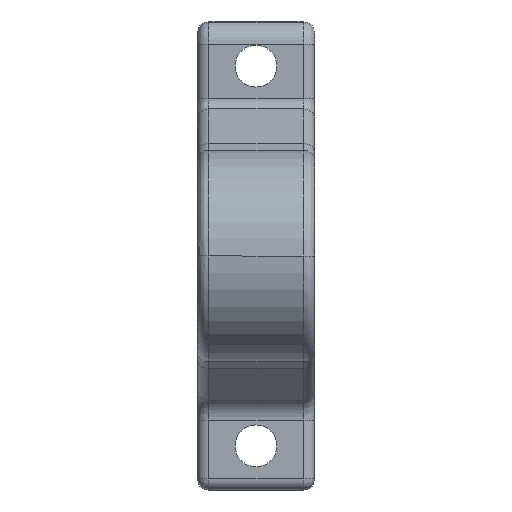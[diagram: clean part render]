
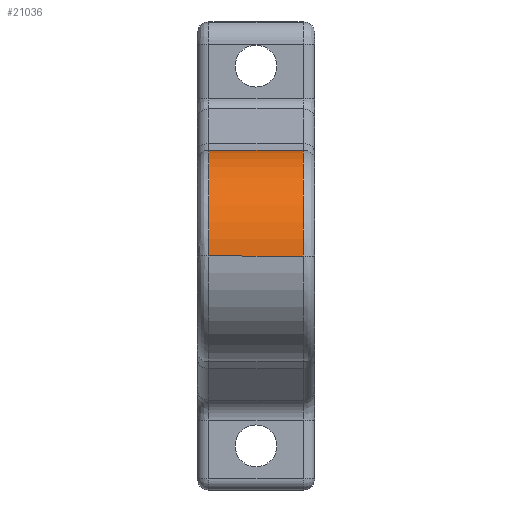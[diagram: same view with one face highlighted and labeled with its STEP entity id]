
A CAD part, front view. The second image highlights one B-rep face of the part: STEP entity #21036.
In plain terms, the highlighted cylindrical face has radius 19 mm (diameter 38 mm), a partial arc.
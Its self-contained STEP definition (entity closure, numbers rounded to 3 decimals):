
#7871=CARTESIAN_POINT(' ',(8.5,-139.847,17.39));
#7872=VERTEX_POINT(' ',#7871);
#8176=CARTESIAN_POINT(' ',(8.5,-166.501,0.));
#8177=VERTEX_POINT(' ',#8176);
#8201=CARTESIAN_POINT(' ',(8.5,-147.5,-0.002));
#8206=DIRECTION(' ',(1.,0.,0.));
#8211=DIRECTION(' ',(0.,0.403,0.915));
#8216=AXIS2_PLACEMENT_3D(' ',#8201,#8206,#8211);
#8221=CIRCLE('',#8216,19.001);
#8226=EDGE_CURVE(' ',#7872,#8177,#8221,.T.);
#13616=CARTESIAN_POINT(' ',(-8.5,-166.501,0.));
#13617=VERTEX_POINT(' ',#13616);
#13906=CARTESIAN_POINT(' ',(-8.5,-147.5,-0.002));
#13911=DIRECTION(' ',(1.,0.,0.));
#13916=DIRECTION(' ',(0.,0.403,0.915));
#13921=AXIS2_PLACEMENT_3D(' ',#13906,#13911,#13916);
#13926=CIRCLE('',#13921,19.001);
#13931=CARTESIAN_POINT(' ',(-8.5,-139.847,17.39));
#13932=VERTEX_POINT(' ',#13931);
#13936=EDGE_CURVE(' ',#13932,#13617,#13926,.T.);
#20846=CARTESIAN_POINT(' ',(-8.5,-139.847,17.39));
#20851=DIRECTION(' ',(1.,0.,0.));
#20856=VECTOR(' ',#20851,1.);
#20861=LINE('',#20846,#20856);
#20866=EDGE_CURVE(' ',#13932,#7872,#20861,.T.);
#20956=CARTESIAN_POINT(' ',(0.,-147.501,0.));
#20961=DIRECTION(' ',(1.,0.,0.));
#20966=DIRECTION(' ',(0.,0.403,0.915));
#20971=AXIS2_PLACEMENT_3D(' ',#20956,#20961,#20966);
#20976=CYLINDRICAL_SURFACE(' ',#20971,19.);
#20981=CARTESIAN_POINT(' ',(8.5,-166.501,0.));
#20986=DIRECTION(' ',(-1.,0.,0.));
#20991=VECTOR(' ',#20986,1.);
#20996=LINE('',#20981,#20991);
#21001=EDGE_CURVE(' ',#8177,#13617,#20996,.T.);
#21006=ORIENTED_EDGE(' ',*,*,#21001,.F.);
#21011=ORIENTED_EDGE(' ',*,*,#8226,.F.);
#21016=ORIENTED_EDGE(' ',*,*,#20866,.F.);
#21021=ORIENTED_EDGE(' ',*,*,#13936,.T.);
#21026=EDGE_LOOP(' ',(#21006,#21011,#21016,#21021));
#21031=FACE_OUTER_BOUND(' ',#21026,.T.);
#21036=ADVANCED_FACE('',(#21031),#20976,.T.);
